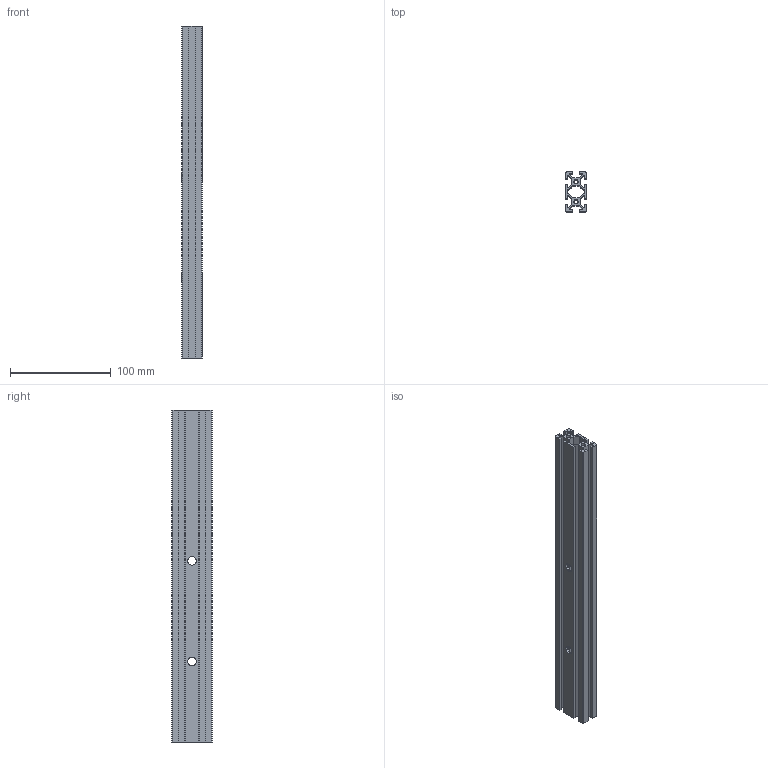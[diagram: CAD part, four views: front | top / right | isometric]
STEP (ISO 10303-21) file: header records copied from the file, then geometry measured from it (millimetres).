
FILE_DESCRIPTION (( 'STEP AP203' ), '1' );
FILE_NAME ('340mm V-slot_Default_sldprt.STEP', '2024-03-25T01:43:24', ( '' ), ( '' ), 'SwSTEP 2.0', 'SolidWorks 2023', '' );
FILE_SCHEMA (( 'CONFIG_CONTROL_DESIGN' ));
Length unit declared in the file: millimetre
Products named in the file (1): 340mm V-slot_Default_sldprt
Bounding box: 20 x 40 x 330 mm (x, y, z)
Volume: 105432.4 mm3; surface area: 104001.1 mm2
Topology: 1 solids, 1 shells, 122 faces, 420 edges, 280 vertices
Faces by surface type: plane 98, cylinder 24
Entity records: 4645 total; most frequent: CARTESIAN_POINT 919, ORIENTED_EDGE 840, DIRECTION 698, EDGE_CURVE 420, LINE 324, VECTOR 324, VERTEX_POINT 280, AXIS2_PLACEMENT_3D 187
